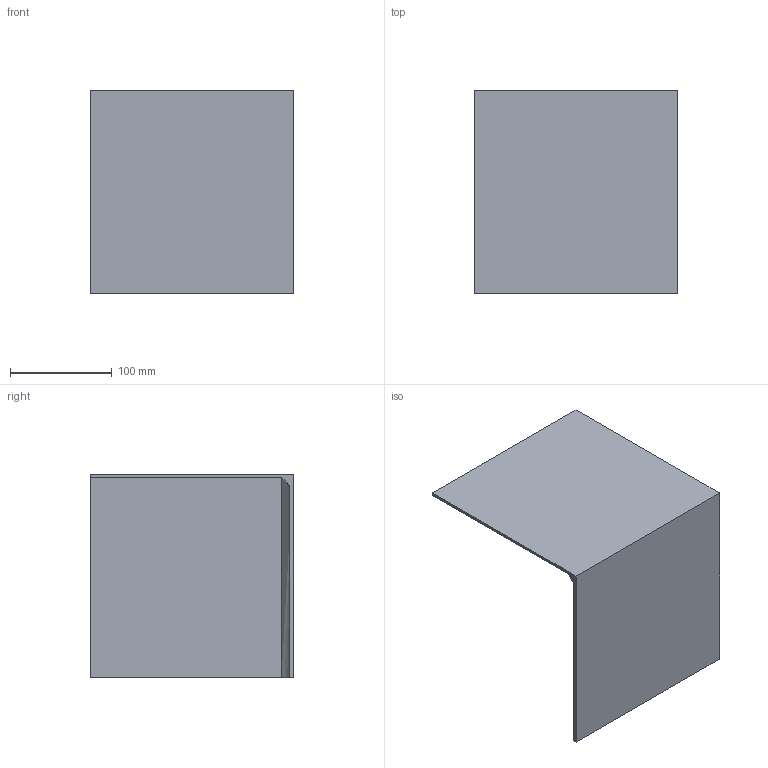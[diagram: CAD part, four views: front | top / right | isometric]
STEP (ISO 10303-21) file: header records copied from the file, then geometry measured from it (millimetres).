
FILE_DESCRIPTION (( 'STEP AP203' ), '1' );
FILE_NAME ('goal_element_with_curved_floor_3_with_slats_ready.STEP', '2023-10-05T09:31:12', ( '' ), ( '' ), 'SwSTEP 2.0', 'SolidWorks 2022', '' );
FILE_SCHEMA (( 'CONFIG_CONTROL_DESIGN' ));
Length unit declared in the file: millimetre
Products named in the file (1): goal_element_with_curved_floor_3_with_slats_ready
Bounding box: 200 x 200 x 200 mm (x, y, z)
Volume: 380208.2 mm3; surface area: 238408.9 mm2
Topology: 1 solids, 1 shells, 11 faces, 32 edges, 23 vertices
Faces by surface type: plane 8, bspline 3
Entity records: 493 total; most frequent: CARTESIAN_POINT 172, ORIENTED_EDGE 64, EDGE_CURVE 32, DIRECTION 27, B_SPLINE_CURVE_WITH_KNOTS 23, VERTEX_POINT 23, FACE_OUTER_BOUND 11, ADVANCED_FACE 11
